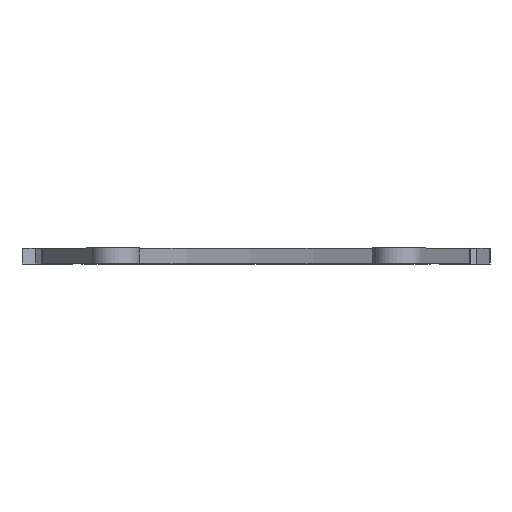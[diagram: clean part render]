
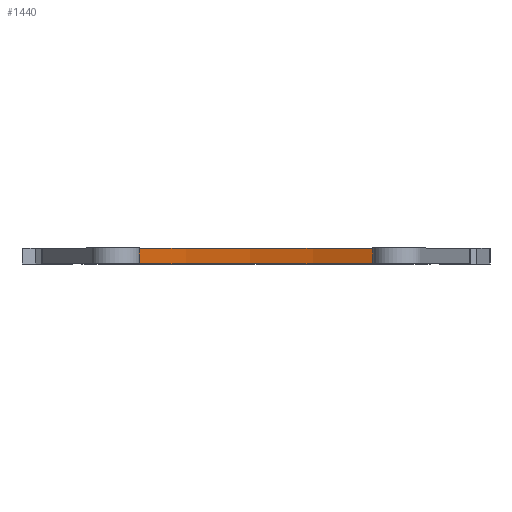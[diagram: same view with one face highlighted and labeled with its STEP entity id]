
A CAD part, top view. The second image highlights one B-rep face of the part: STEP entity #1440.
In plain terms, the highlighted cylindrical face has radius 216.454 mm (diameter 432.908 mm), a partial arc.
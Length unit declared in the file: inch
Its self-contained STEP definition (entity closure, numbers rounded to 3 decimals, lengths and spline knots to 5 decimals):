
#81=FACE_OUTER_BOUND('',#156,.T.);
#156=EDGE_LOOP('',(#1177,#1178,#1179,#1180));
#314=LINE('',#2420,#469);
#315=LINE('',#2422,#470);
#469=VECTOR('',#1927,0.3937);
#470=VECTOR('',#1930,0.3937);
#543=CIRCLE('',#1538,8.52181);
#565=CIRCLE('',#1571,8.52181);
#639=VERTEX_POINT('',#2207);
#640=VERTEX_POINT('',#2209);
#692=VERTEX_POINT('',#2336);
#693=VERTEX_POINT('',#2338);
#791=EDGE_CURVE('',#639,#640,#543,.T.);
#856=EDGE_CURVE('',#692,#693,#565,.T.);
#898=EDGE_CURVE('',#692,#640,#314,.T.);
#899=EDGE_CURVE('',#693,#639,#315,.T.);
#1177=ORIENTED_EDGE('',*,*,#856,.F.);
#1178=ORIENTED_EDGE('',*,*,#898,.T.);
#1179=ORIENTED_EDGE('',*,*,#791,.F.);
#1180=ORIENTED_EDGE('',*,*,#899,.F.);
#1393=CYLINDRICAL_SURFACE('',#1593,8.52181);
#1440=ADVANCED_FACE('',(#81),#1393,.F.);
#1538=AXIS2_PLACEMENT_3D('',#2210,#1749,#1750);
#1571=AXIS2_PLACEMENT_3D('',#2339,#1858,#1859);
#1593=AXIS2_PLACEMENT_3D('',#2421,#1928,#1929);
#1749=DIRECTION('center_axis',(0.,-1.,0.));
#1750=DIRECTION('ref_axis',(0.532,0.,-0.847));
#1858=DIRECTION('center_axis',(0.,1.,0.));
#1859=DIRECTION('ref_axis',(0.532,0.,-0.847));
#1927=DIRECTION('',(0.,1.,0.));
#1928=DIRECTION('center_axis',(0.,1.,0.));
#1929=DIRECTION('ref_axis',(0.532,0.,-0.847));
#1930=DIRECTION('',(0.,1.,0.));
#2207=CARTESIAN_POINT('',(0.8851,0.24,-4.85074));
#2209=CARTESIAN_POINT('',(5.63626,0.24,-3.54906));
#2210=CARTESIAN_POINT('Origin',(1.10505,0.24,3.66823));
#2336=CARTESIAN_POINT('',(5.63626,0.,-3.54906));
#2338=CARTESIAN_POINT('',(0.8851,0.,-4.85074));
#2339=CARTESIAN_POINT('Origin',(1.10505,0.,3.66823));
#2420=CARTESIAN_POINT('',(5.63626,0.,-3.54906));
#2421=CARTESIAN_POINT('Origin',(1.10505,0.,3.66823));
#2422=CARTESIAN_POINT('',(0.8851,0.,-4.85074));
